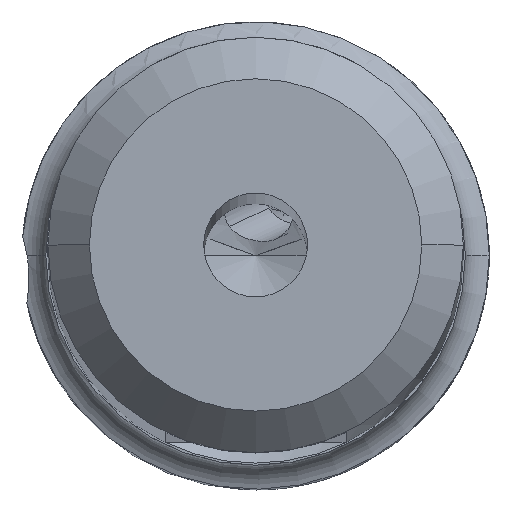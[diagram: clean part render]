
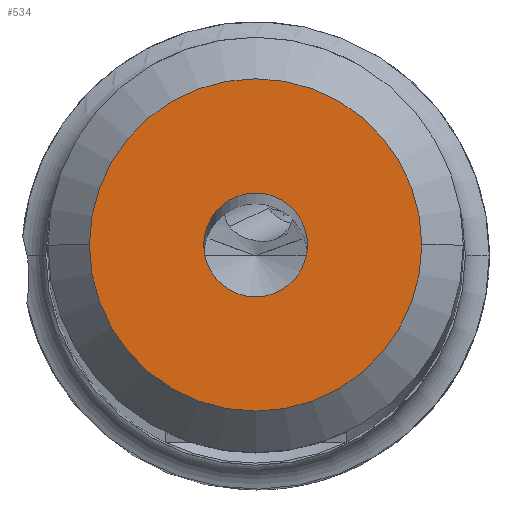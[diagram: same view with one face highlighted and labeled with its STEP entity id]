
A CAD part, top view. The second image highlights one B-rep face of the part: STEP entity #534.
In plain terms, the highlighted planar face has unit normal (0, 0, 1).
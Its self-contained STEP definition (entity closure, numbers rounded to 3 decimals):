
#534=ADVANCED_FACE('',(#621,#622),#605,.T.);
#605=PLANE('',#1975);
#621=FACE_BOUND('',#680,.T.);
#622=FACE_BOUND('',#681,.T.);
#680=EDGE_LOOP('',(#1025,#1026,#1027));
#681=EDGE_LOOP('',(#1028,#1029));
#1025=ORIENTED_EDGE('',*,*,#1601,.F.);
#1026=ORIENTED_EDGE('',*,*,#1602,.F.);
#1027=ORIENTED_EDGE('',*,*,#1603,.F.);
#1028=ORIENTED_EDGE('',*,*,#1604,.F.);
#1029=ORIENTED_EDGE('',*,*,#1605,.F.);
#1377=VERTEX_POINT('',#3403);
#1378=VERTEX_POINT('',#3405);
#1379=VERTEX_POINT('',#3409);
#1380=VERTEX_POINT('',#3412);
#1381=VERTEX_POINT('',#3413);
#1601=EDGE_CURVE('',#1378,#1377,#1741,.T.);
#1602=EDGE_CURVE('',#1379,#1378,#1742,.T.);
#1603=EDGE_CURVE('',#1377,#1379,#1743,.T.);
#1604=EDGE_CURVE('',#1380,#1381,#1744,.T.);
#1605=EDGE_CURVE('',#1381,#1380,#1745,.T.);
#1741=CIRCLE('',#1969,4.);
#1742=CIRCLE('',#1971,4.);
#1743=CIRCLE('',#1972,4.);
#1744=CIRCLE('',#1973,1.25);
#1745=CIRCLE('',#1974,1.25);
#1969=AXIS2_PLACEMENT_3D('',#3406,#2360,#2361);
#1971=AXIS2_PLACEMENT_3D('',#3408,#2364,#2365);
#1972=AXIS2_PLACEMENT_3D('',#3410,#2366,#2367);
#1973=AXIS2_PLACEMENT_3D('',#3411,#2368,#2369);
#1974=AXIS2_PLACEMENT_3D('',#3414,#2370,#2371);
#1975=AXIS2_PLACEMENT_3D('',#3415,#2372,#2373);
#2360=DIRECTION('',(0.,0.,-1.));
#2361=DIRECTION('',(-1.,0.,0.));
#2364=DIRECTION('',(0.,0.,-1.));
#2365=DIRECTION('',(0.,-1.,0.));
#2366=DIRECTION('',(0.,0.,-1.));
#2367=DIRECTION('',(1.,0.,0.));
#2368=DIRECTION('',(0.,0.,1.));
#2369=DIRECTION('',(-1.,0.,0.));
#2370=DIRECTION('',(0.,0.,1.));
#2371=DIRECTION('',(1.,0.,0.));
#2372=DIRECTION('',(0.,0.,1.));
#2373=DIRECTION('',(-1.,0.,0.));
#3403=CARTESIAN_POINT('',(4.,0.,0.));
#3405=CARTESIAN_POINT('',(-4.,0.,0.));
#3406=CARTESIAN_POINT('',(0.,0.,0.));
#3408=CARTESIAN_POINT('',(0.,0.,0.));
#3409=CARTESIAN_POINT('',(0.,-4.,0.));
#3410=CARTESIAN_POINT('',(0.,0.,0.));
#3411=CARTESIAN_POINT('',(0.,0.,0.));
#3412=CARTESIAN_POINT('',(-1.25,0.,0.));
#3413=CARTESIAN_POINT('',(1.25,0.,0.));
#3414=CARTESIAN_POINT('',(0.,0.,0.));
#3415=CARTESIAN_POINT('',(0.,0.,0.));
